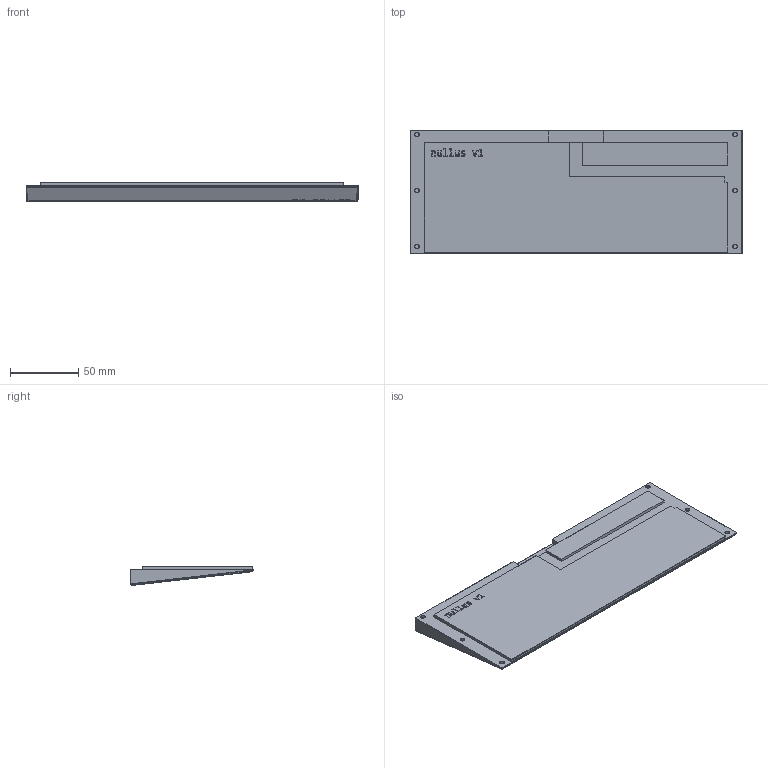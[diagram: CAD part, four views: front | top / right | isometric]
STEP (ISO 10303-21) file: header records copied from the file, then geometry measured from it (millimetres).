
FILE_DESCRIPTION(/* description */ (''),/* implementation_level */ '2;1');
FILE_NAME(/* name */ 'WEIGHT.step',/* time_stamp */ '2022-10-18T15:12:38-04:00',/* author */ (''),/* organization */ (''),/* preprocessor_version */ 'ST-DEVELOPER v19',/* originating_system */ 'Autodesk Translation Framework v11.7.0.108',/* authorisation */ '');
FILE_SCHEMA (('AUTOMOTIVE_DESIGN { 1 0 10303 214 3 1 1 }'));
Length unit declared in the file: millimetre
Products named in the file (1): WEIGHT
Bounding box: 243.16 x 90 x 13.88 mm (x, y, z)
Volume: 180882.5 mm3; surface area: 50317.6 mm2
Topology: 1 solids, 1 shells, 387 faces, 1048 edges, 690 vertices
Faces by surface type: plane 226, bspline 142, cylinder 13, cone 6
Full cylindrical faces by diameter (mm): 3 x9
Entity records: 15124 total; most frequent: CARTESIAN_POINT 6262, ORIENTED_EDGE 2096, DIRECTION 1312, EDGE_CURVE 1048, LINE 732, VECTOR 732, VERTEX_POINT 690, EDGE_LOOP 414
